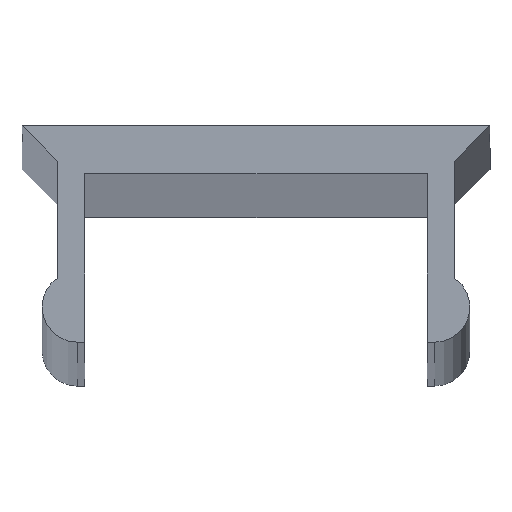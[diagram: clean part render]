
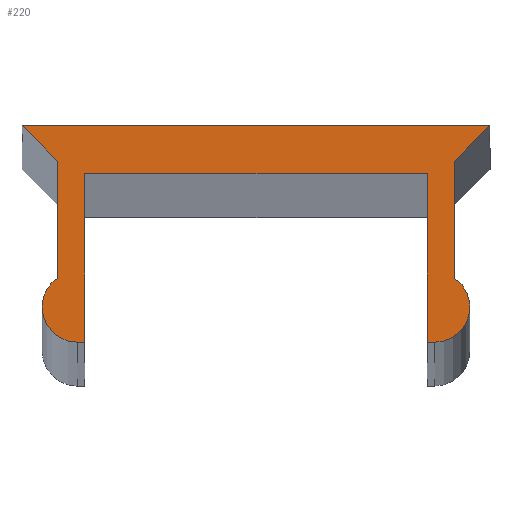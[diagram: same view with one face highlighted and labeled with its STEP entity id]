
A CAD part, top view. The second image highlights one B-rep face of the part: STEP entity #220.
In plain terms, the highlighted planar face has unit normal (0, 0, 1).
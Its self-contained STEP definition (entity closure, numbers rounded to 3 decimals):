
#4 = AXIS2_PLACEMENT_3D ( 'NONE', #436, #476, #16 ) ;
#6 = CARTESIAN_POINT ( 'NONE',  ( 3.4, -4.3, 500. ) ) ;
#11 = CARTESIAN_POINT ( 'NONE',  ( 3.95, -3.6, 500. ) ) ;
#12 = DIRECTION ( 'NONE',  ( 1., 0., 0. ) ) ;
#16 = DIRECTION ( 'NONE',  ( 1., 0., 0. ) ) ;
#23 = ORIENTED_EDGE ( 'NONE', *, *, #73, .T. ) ;
#27 = CARTESIAN_POINT ( 'NONE',  ( -3.4, -0.95, 500. ) ) ;
#32 = EDGE_CURVE ( 'NONE', #58, #168, #105, .T. ) ;
#34 = ORIENTED_EDGE ( 'NONE', *, *, #96, .T. ) ;
#42 = ORIENTED_EDGE ( 'NONE', *, *, #445, .T. ) ;
#55 = VECTOR ( 'NONE', #422, 1000. ) ;
#56 = AXIS2_PLACEMENT_3D ( 'NONE', #121, #150, #464 ) ;
#58 = VERTEX_POINT ( 'NONE', #116 ) ;
#67 = CARTESIAN_POINT ( 'NONE',  ( -4.65, 0., 500. ) ) ;
#69 = LINE ( 'NONE', #67, #264 ) ;
#70 = CARTESIAN_POINT ( 'NONE',  ( 3.4, -3.6, 500. ) ) ;
#73 = EDGE_CURVE ( 'NONE', #488, #113, #95, .T. ) ;
#78 = CARTESIAN_POINT ( 'NONE',  ( 3.95, -0.7, 500. ) ) ;
#92 = DIRECTION ( 'NONE',  ( 0., -1., 0. ) ) ;
#95 = CIRCLE ( 'NONE', #56, 0.7 ) ;
#96 = EDGE_CURVE ( 'NONE', #289, #209, #370, .T. ) ;
#97 = EDGE_LOOP ( 'NONE', ( #340, #457, #245, #223, #152, #249, #142, #23, #125, #349, #256, #34, #42 ) ) ;
#102 = CARTESIAN_POINT ( 'NONE',  ( -3.95, -3.026, 500. ) ) ;
#105 = LINE ( 'NONE', #339, #55 ) ;
#110 = AXIS2_PLACEMENT_3D ( 'NONE', #409, #491, #490 ) ;
#111 = VECTOR ( 'NONE', #92, 1000. ) ;
#113 = VERTEX_POINT ( 'NONE', #294 ) ;
#114 = VERTEX_POINT ( 'NONE', #387 ) ;
#116 = CARTESIAN_POINT ( 'NONE',  ( -3.55, -4.3, 500. ) ) ;
#121 = CARTESIAN_POINT ( 'NONE',  ( -3.55, -3.6, 500. ) ) ;
#125 = ORIENTED_EDGE ( 'NONE', *, *, #504, .T. ) ;
#142 = ORIENTED_EDGE ( 'NONE', *, *, #205, .T. ) ;
#144 = EDGE_CURVE ( 'NONE', #255, #266, #277, .T. ) ;
#148 = VERTEX_POINT ( 'NONE', #229 ) ;
#150 = DIRECTION ( 'NONE',  ( 0., 0., 1. ) ) ;
#152 = ORIENTED_EDGE ( 'NONE', *, *, #425, .T. ) ;
#160 = CARTESIAN_POINT ( 'NONE',  ( -3.4, -3.6, 500. ) ) ;
#166 = VECTOR ( 'NONE', #336, 1000. ) ;
#168 = VERTEX_POINT ( 'NONE', #258 ) ;
#171 = EDGE_CURVE ( 'NONE', #168, #289, #259, .T. ) ;
#174 = VERTEX_POINT ( 'NONE', #385 ) ;
#178 = VECTOR ( 'NONE', #271, 1000. ) ;
#179 = DIRECTION ( 'NONE',  ( -1., 0., 0. ) ) ;
#182 = EDGE_CURVE ( 'NONE', #114, #192, #369, .T. ) ;
#189 = DIRECTION ( 'NONE',  ( 1., 0., 0. ) ) ;
#192 = VERTEX_POINT ( 'NONE', #305 ) ;
#205 = EDGE_CURVE ( 'NONE', #148, #488, #381, .T. ) ;
#209 = VERTEX_POINT ( 'NONE', #473 ) ;
#220 = ADVANCED_FACE ( 'NONE', ( #239 ), #395, .T. ) ;
#223 = ORIENTED_EDGE ( 'NONE', *, *, #144, .T. ) ;
#225 = CIRCLE ( 'NONE', #441, 0.7 ) ;
#229 = CARTESIAN_POINT ( 'NONE',  ( -3.95, -0.7, 500. ) ) ;
#234 = VERTEX_POINT ( 'NONE', #432 ) ;
#236 = EDGE_CURVE ( 'NONE', #174, #255, #492, .T. ) ;
#238 = CARTESIAN_POINT ( 'NONE',  ( -3.95, -3.6, 500. ) ) ;
#239 = FACE_OUTER_BOUND ( 'NONE', #97, .T. ) ;
#245 = ORIENTED_EDGE ( 'NONE', *, *, #236, .T. ) ;
#247 = VECTOR ( 'NONE', #308, 1000. ) ;
#249 = ORIENTED_EDGE ( 'NONE', *, *, #287, .T. ) ;
#255 = VERTEX_POINT ( 'NONE', #469 ) ;
#256 = ORIENTED_EDGE ( 'NONE', *, *, #171, .T. ) ;
#258 = CARTESIAN_POINT ( 'NONE',  ( -3.4, -4.3, 500. ) ) ;
#259 = LINE ( 'NONE', #160, #247 ) ;
#261 = CARTESIAN_POINT ( 'NONE',  ( -3.55, -3.6, 500. ) ) ;
#262 = VECTOR ( 'NONE', #189, 1000. ) ;
#264 = VECTOR ( 'NONE', #364, 1000. ) ;
#266 = VERTEX_POINT ( 'NONE', #302 ) ;
#271 = DIRECTION ( 'NONE',  ( 0., 1., 0. ) ) ;
#277 = LINE ( 'NONE', #78, #166 ) ;
#287 = EDGE_CURVE ( 'NONE', #234, #148, #69, .T. ) ;
#289 = VERTEX_POINT ( 'NONE', #27 ) ;
#292 = CARTESIAN_POINT ( 'NONE',  ( -3.55, -0.95, 500. ) ) ;
#293 = DIRECTION ( 'NONE',  ( 0., 0., 1. ) ) ;
#294 = CARTESIAN_POINT ( 'NONE',  ( -4.25, -3.6, 500. ) ) ;
#302 = CARTESIAN_POINT ( 'NONE',  ( 4.65, 0., 500. ) ) ;
#305 = CARTESIAN_POINT ( 'NONE',  ( 3.55, -4.3, 500. ) ) ;
#308 = DIRECTION ( 'NONE',  ( 0., 1., 0. ) ) ;
#323 = DIRECTION ( 'NONE',  ( 0., -1., 0. ) ) ;
#331 = LINE ( 'NONE', #454, #415 ) ;
#336 = DIRECTION ( 'NONE',  ( 0.707, 0.707, 0. ) ) ;
#339 = CARTESIAN_POINT ( 'NONE',  ( -3.55, -4.3, 500. ) ) ;
#340 = ORIENTED_EDGE ( 'NONE', *, *, #182, .T. ) ;
#344 = DIRECTION ( 'NONE',  ( -1., 0., 0. ) ) ;
#346 = LINE ( 'NONE', #70, #402 ) ;
#349 = ORIENTED_EDGE ( 'NONE', *, *, #32, .T. ) ;
#364 = DIRECTION ( 'NONE',  ( 0.707, -0.707, 0. ) ) ;
#369 = LINE ( 'NONE', #6, #435 ) ;
#370 = LINE ( 'NONE', #292, #262 ) ;
#381 = LINE ( 'NONE', #238, #111 ) ;
#385 = CARTESIAN_POINT ( 'NONE',  ( 3.95, -3.026, 500. ) ) ;
#387 = CARTESIAN_POINT ( 'NONE',  ( 3.4, -4.3, 500. ) ) ;
#388 = EDGE_CURVE ( 'NONE', #192, #174, #390, .T. ) ;
#390 = CIRCLE ( 'NONE', #110, 0.7 ) ;
#395 = PLANE ( 'NONE',  #4 ) ;
#402 = VECTOR ( 'NONE', #323, 1000. ) ;
#409 = CARTESIAN_POINT ( 'NONE',  ( 3.55, -3.6, 500. ) ) ;
#415 = VECTOR ( 'NONE', #179, 1000. ) ;
#422 = DIRECTION ( 'NONE',  ( 1., 0., 0. ) ) ;
#425 = EDGE_CURVE ( 'NONE', #266, #234, #331, .T. ) ;
#432 = CARTESIAN_POINT ( 'NONE',  ( -4.65, 0., 500. ) ) ;
#435 = VECTOR ( 'NONE', #12, 1000. ) ;
#436 = CARTESIAN_POINT ( 'NONE',  ( -3.55, -3.6, 500. ) ) ;
#441 = AXIS2_PLACEMENT_3D ( 'NONE', #261, #293, #344 ) ;
#445 = EDGE_CURVE ( 'NONE', #209, #114, #346, .T. ) ;
#454 = CARTESIAN_POINT ( 'NONE',  ( 4.65, 0., 500. ) ) ;
#457 = ORIENTED_EDGE ( 'NONE', *, *, #388, .T. ) ;
#464 = DIRECTION ( 'NONE',  ( -1., 0., 0. ) ) ;
#469 = CARTESIAN_POINT ( 'NONE',  ( 3.95, -0.7, 500. ) ) ;
#473 = CARTESIAN_POINT ( 'NONE',  ( 3.4, -0.95, 500. ) ) ;
#476 = DIRECTION ( 'NONE',  ( 0., 0., 1. ) ) ;
#488 = VERTEX_POINT ( 'NONE', #102 ) ;
#490 = DIRECTION ( 'NONE',  ( -1., 0., 0. ) ) ;
#491 = DIRECTION ( 'NONE',  ( 0., 0., 1. ) ) ;
#492 = LINE ( 'NONE', #11, #178 ) ;
#504 = EDGE_CURVE ( 'NONE', #113, #58, #225, .T. ) ;
